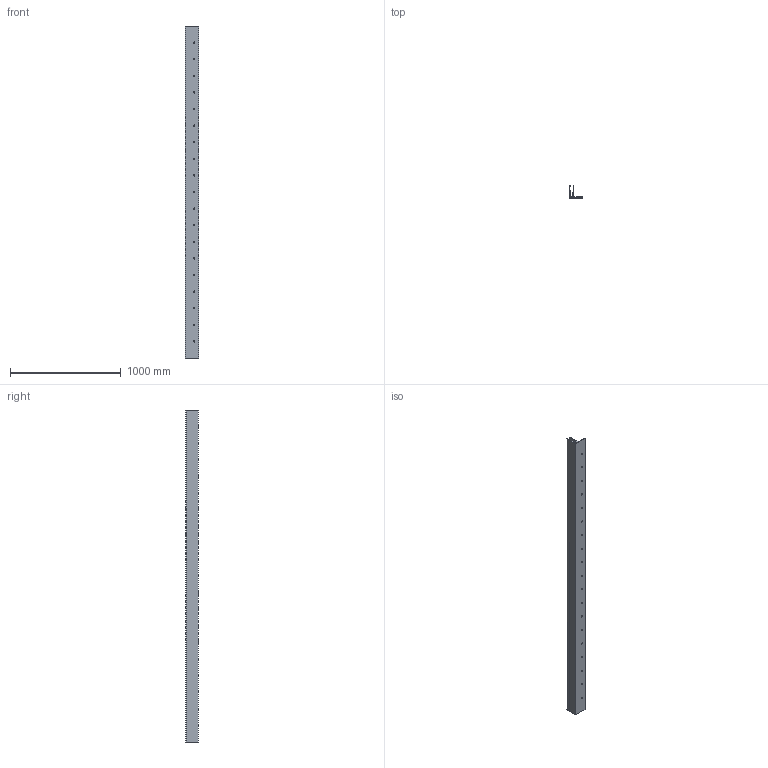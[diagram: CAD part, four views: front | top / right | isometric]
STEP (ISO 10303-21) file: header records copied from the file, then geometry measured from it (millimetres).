
FILE_DESCRIPTION (( 'STEP AP203' ), '1' );
FILE_NAME ('80400-ALU-3M.STEP', '2018-05-04T08:57:27', ( '' ), ( '' ), 'SwSTEP 2.0', 'SolidWorks 2015', '' );
FILE_SCHEMA (( 'CONFIG_CONTROL_DESIGN' ));
Length unit declared in the file: millimetre
Products named in the file (1): 80400-ALU-3M
Bounding box: 121 x 110 x 3000 mm (x, y, z)
Volume: 7281060.9 mm3; surface area: 1978194.6 mm2
Topology: 1 solids, 1 shells, 316 faces, 852 edges, 568 vertices
Faces by surface type: plane 159, bspline 113, cylinder 44
Entity records: 16403 total; most frequent: CARTESIAN_POINT 8994, ORIENTED_EDGE 1704, DIRECTION 1122, EDGE_CURVE 852, VERTEX_POINT 568, LINE 538, VECTOR 538, EDGE_LOOP 384
